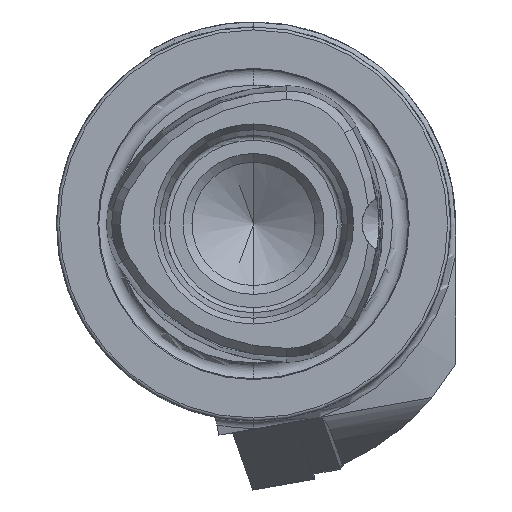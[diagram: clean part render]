
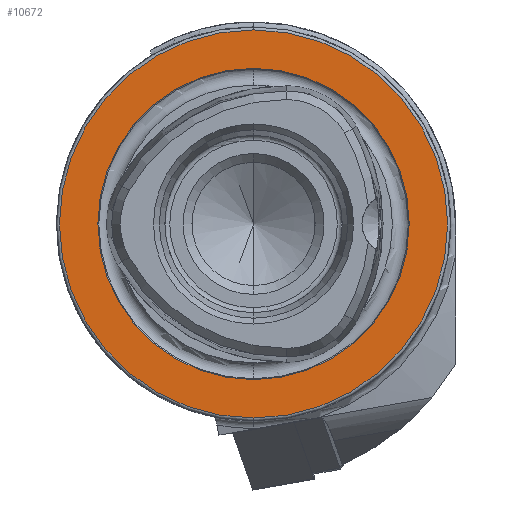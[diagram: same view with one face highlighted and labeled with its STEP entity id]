
A CAD part, left-side view. The second image highlights one B-rep face of the part: STEP entity #10672.
In plain terms, the highlighted planar face has unit normal (-1, 0, 0).
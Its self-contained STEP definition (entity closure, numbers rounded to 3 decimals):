
#147 = EDGE_CURVE ( 'NONE', #3506, #3131, #5767, .T. ) ;
#1744 = CARTESIAN_POINT ( 'NONE',  ( 0., 0., 19.7 ) ) ;
#1904 = DIRECTION ( 'NONE',  ( 0., 0., 1. ) ) ;
#1905 = DIRECTION ( 'NONE',  ( -1., 0., 0. ) ) ;
#1906 = CARTESIAN_POINT ( 'NONE',  ( 0., 0., 0. ) ) ;
#2513 = CARTESIAN_POINT ( 'NONE',  ( 0., 15.8, 0. ) ) ;
#2515 = PLANE ( 'NONE',  #8990 ) ;
#2517 = DIRECTION ( 'NONE',  ( 1., 0., 0. ) ) ;
#2518 = DIRECTION ( 'NONE',  ( 0., 0., -1. ) ) ;
#2577 = CARTESIAN_POINT ( 'NONE',  ( 0., 0., 0. ) ) ;
#2578 = DIRECTION ( 'NONE',  ( -1., 0., 0. ) ) ;
#2579 = DIRECTION ( 'NONE',  ( 0., 0., 1. ) ) ;
#2602 = CARTESIAN_POINT ( 'NONE',  ( 0., 0., 0. ) ) ;
#2603 = DIRECTION ( 'NONE',  ( -1., 0., 0. ) ) ;
#2604 = DIRECTION ( 'NONE',  ( 0., 0., 1. ) ) ;
#2940 = ORIENTED_EDGE ( 'NONE', *, *, #10278, .F. ) ;
#2941 = ORIENTED_EDGE ( 'NONE', *, *, #10764, .F. ) ;
#2942 = ORIENTED_EDGE ( 'NONE', *, *, #10774, .T. ) ;
#2943 = ORIENTED_EDGE ( 'NONE', *, *, #147, .T. ) ;
#3131 = VERTEX_POINT ( 'NONE', #1744 ) ;
#3412 = VERTEX_POINT ( 'NONE', #9199 ) ;
#3462 = VERTEX_POINT ( 'NONE', #9300 ) ;
#3506 = VERTEX_POINT ( 'NONE', #9254 ) ;
#4862 = EDGE_LOOP ( 'NONE', ( #2942, #2943 ) ) ;
#5235 = EDGE_LOOP ( 'NONE', ( #2940, #2941 ) ) ;
#5767 = CIRCLE ( 'NONE', #6036, 19.7 ) ;
#6036 = AXIS2_PLACEMENT_3D ( 'NONE', #1906, #1905, #1904 ) ;
#7046 = CARTESIAN_POINT ( 'NONE',  ( 0., 0., 0. ) ) ;
#7047 = DIRECTION ( 'NONE',  ( -1., 0., 0. ) ) ;
#7048 = DIRECTION ( 'NONE',  ( 0., 0., 1. ) ) ;
#8443 = AXIS2_PLACEMENT_3D ( 'NONE', #7046, #7047, #7048 ) ;
#8990 = AXIS2_PLACEMENT_3D ( 'NONE', #2513, #2517, #2518 ) ;
#8993 = AXIS2_PLACEMENT_3D ( 'NONE', #2577, #2578, #2579 ) ;
#8997 = AXIS2_PLACEMENT_3D ( 'NONE', #2602, #2603, #2604 ) ;
#9199 = CARTESIAN_POINT ( 'NONE',  ( 0., 0., -15.8 ) ) ;
#9254 = CARTESIAN_POINT ( 'NONE',  ( 0., 0., -19.7 ) ) ;
#9300 = CARTESIAN_POINT ( 'NONE',  ( 0., 0., 15.8 ) ) ;
#9662 = CIRCLE ( 'NONE', #8997, 19.7 ) ;
#9683 = FACE_OUTER_BOUND ( 'NONE', #4862, .T. ) ;
#9687 = FACE_BOUND ( 'NONE', #5235, .T. ) ;
#9695 = CIRCLE ( 'NONE', #8993, 15.8 ) ;
#10278 = EDGE_CURVE ( 'NONE', #3462, #3412, #11423, .T. ) ;
#10672 = ADVANCED_FACE ( 'NONE', ( #9687, #9683 ), #2515, .F. ) ;
#10764 = EDGE_CURVE ( 'NONE', #3412, #3462, #9695, .T. ) ;
#10774 = EDGE_CURVE ( 'NONE', #3131, #3506, #9662, .T. ) ;
#11423 = CIRCLE ( 'NONE', #8443, 15.8 ) ;
